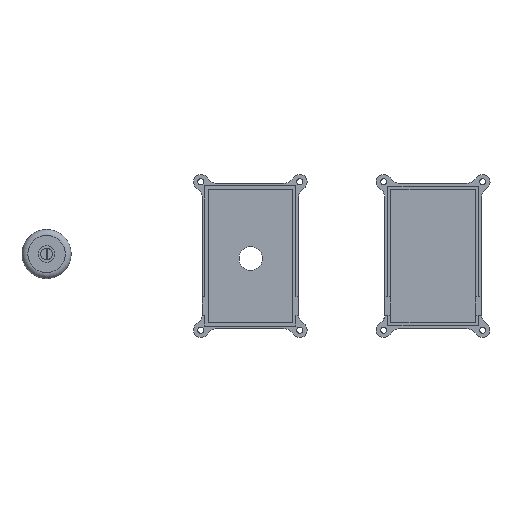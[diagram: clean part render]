
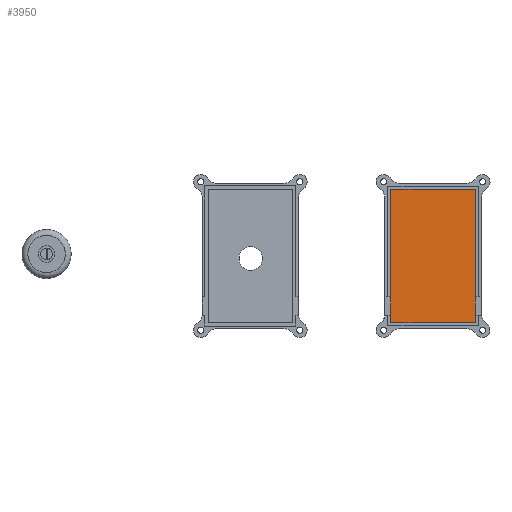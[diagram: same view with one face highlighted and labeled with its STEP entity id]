
A CAD part, top view. The second image highlights one B-rep face of the part: STEP entity #3950.
In plain terms, the highlighted planar face has unit normal (0, 0, 1).
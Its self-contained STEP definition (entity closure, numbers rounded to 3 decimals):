
#180=PLANE('',#4269);
#356=FACE_OUTER_BOUND('',#597,.T.);
#597=EDGE_LOOP('',(#3014,#3015,#3016,#3017));
#885=LINE('',#5933,#1248);
#891=LINE('',#5945,#1254);
#897=LINE('',#5955,#1260);
#900=LINE('',#5961,#1263);
#1248=VECTOR('',#4867,10.);
#1254=VECTOR('',#4875,10.);
#1260=VECTOR('',#4883,10.);
#1263=VECTOR('',#4892,10.);
#1779=VERTEX_POINT('',#5931);
#1780=VERTEX_POINT('',#5932);
#1784=VERTEX_POINT('',#5943);
#1785=VERTEX_POINT('',#5944);
#2219=EDGE_CURVE('',#1779,#1780,#885,.T.);
#2225=EDGE_CURVE('',#1784,#1785,#891,.T.);
#2231=EDGE_CURVE('',#1785,#1779,#897,.T.);
#2234=EDGE_CURVE('',#1780,#1784,#900,.T.);
#3014=ORIENTED_EDGE('',*,*,#2219,.T.);
#3015=ORIENTED_EDGE('',*,*,#2234,.T.);
#3016=ORIENTED_EDGE('',*,*,#2225,.T.);
#3017=ORIENTED_EDGE('',*,*,#2231,.T.);
#3950=ADVANCED_FACE('',(#356),#180,.T.);
#4269=AXIS2_PLACEMENT_3D('',#5966,#4899,#4900);
#4867=DIRECTION('',(0.,-1.,0.));
#4875=DIRECTION('',(0.,1.,0.));
#4883=DIRECTION('',(-1.,0.,0.));
#4892=DIRECTION('',(1.,0.,0.));
#4899=DIRECTION('center_axis',(0.,0.,1.));
#4900=DIRECTION('ref_axis',(1.,0.,0.));
#5931=CARTESIAN_POINT('',(0.,68.,2.));
#5932=CARTESIAN_POINT('',(0.,0.,2.));
#5933=CARTESIAN_POINT('',(0.,68.,2.));
#5943=CARTESIAN_POINT('',(43.,0.,2.));
#5944=CARTESIAN_POINT('',(43.,68.,2.));
#5945=CARTESIAN_POINT('',(43.,0.,2.));
#5955=CARTESIAN_POINT('',(43.,68.,2.));
#5961=CARTESIAN_POINT('',(0.,0.,2.));
#5966=CARTESIAN_POINT('Origin',(21.5,34.,2.));
